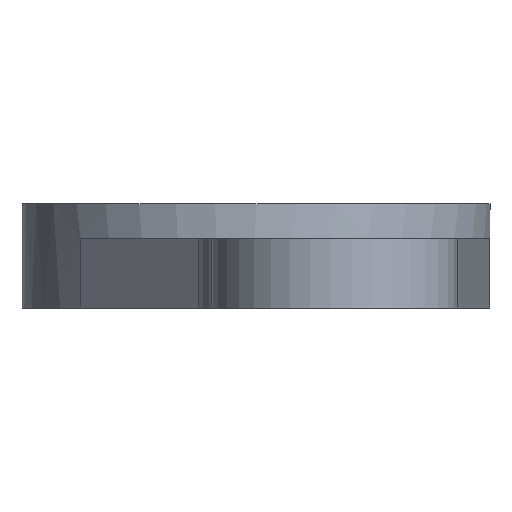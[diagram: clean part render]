
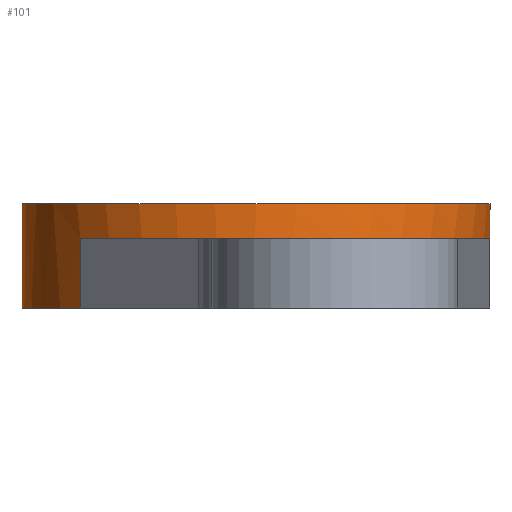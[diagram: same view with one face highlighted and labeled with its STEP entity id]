
A CAD part, left-side view. The second image highlights one B-rep face of the part: STEP entity #101.
In plain terms, the highlighted cylindrical face has radius 13.5 mm (diameter 27 mm), a partial arc.
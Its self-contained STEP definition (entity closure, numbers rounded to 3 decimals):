
#8 = DIRECTION ( 'NONE',  ( 0., 0., -1. ) ) ;
#13 = DIRECTION ( 'NONE',  ( 0., -1., 0. ) ) ;
#14 = DIRECTION ( 'NONE',  ( 0., -1., 0. ) ) ;
#28 = EDGE_CURVE ( 'NONE', #64, #39, #221, .T. ) ;
#39 = VERTEX_POINT ( 'NONE', #75 ) ;
#57 = CARTESIAN_POINT ( 'NONE',  ( -9.661, 23.607, 2. ) ) ;
#61 = LINE ( 'NONE', #269, #708 ) ;
#64 = VERTEX_POINT ( 'NONE', #139 ) ;
#70 = DIRECTION ( 'NONE',  ( 0., 0., 1. ) ) ;
#75 = CARTESIAN_POINT ( 'NONE',  ( -9.661, 23.607, 0. ) ) ;
#93 = DIRECTION ( 'NONE',  ( 0., -1., 0. ) ) ;
#101 = ADVANCED_FACE ( 'NONE', ( #270 ), #314, .T. ) ;
#111 = CARTESIAN_POINT ( 'NONE',  ( -0.734, -0.02, 6. ) ) ;
#129 = DIRECTION ( 'NONE',  ( 0., 0., 1. ) ) ;
#136 = ORIENTED_EDGE ( 'NONE', *, *, #303, .T. ) ;
#139 = CARTESIAN_POINT ( 'NONE',  ( -9.661, 23.607, 4. ) ) ;
#159 = EDGE_CURVE ( 'NONE', #39, #291, #281, .T. ) ;
#183 = VERTEX_POINT ( 'NONE', #701 ) ;
#186 = AXIS2_PLACEMENT_3D ( 'NONE', #630, #70, #191 ) ;
#191 = DIRECTION ( 'NONE',  ( 0., -1., 0. ) ) ;
#202 = EDGE_CURVE ( 'NONE', #224, #573, #61, .T. ) ;
#204 = ORIENTED_EDGE ( 'NONE', *, *, #536, .F. ) ;
#207 = DIRECTION ( 'NONE',  ( 0., 0., 1. ) ) ;
#209 = CARTESIAN_POINT ( 'NONE',  ( -1.468, 0., 2. ) ) ;
#211 = CIRCLE ( 'NONE', #561, 13.5 ) ;
#221 = LINE ( 'NONE', #57, #251 ) ;
#224 = VERTEX_POINT ( 'NONE', #460 ) ;
#227 = DIRECTION ( 'NONE',  ( 0., 0., -1. ) ) ;
#229 = CIRCLE ( 'NONE', #672, 13.5 ) ;
#235 = AXIS2_PLACEMENT_3D ( 'NONE', #256, #378, #14 ) ;
#236 = CARTESIAN_POINT ( 'NONE',  ( -1.468, 0., 4. ) ) ;
#251 = VECTOR ( 'NONE', #8, 1000. ) ;
#256 = CARTESIAN_POINT ( 'NONE',  ( -0.734, 13.48, 0. ) ) ;
#260 = VECTOR ( 'NONE', #207, 1000. ) ;
#261 = ORIENTED_EDGE ( 'NONE', *, *, #732, .F. ) ;
#269 = CARTESIAN_POINT ( 'NONE',  ( -0.734, -0.02, 0. ) ) ;
#270 = FACE_OUTER_BOUND ( 'NONE', #589, .T. ) ;
#277 = CARTESIAN_POINT ( 'NONE',  ( -0.734, 26.98, 0. ) ) ;
#281 = CIRCLE ( 'NONE', #235, 13.5 ) ;
#282 = EDGE_CURVE ( 'NONE', #542, #499, #669, .T. ) ;
#284 = ORIENTED_EDGE ( 'NONE', *, *, #28, .F. ) ;
#291 = VERTEX_POINT ( 'NONE', #277 ) ;
#303 = EDGE_CURVE ( 'NONE', #542, #224, #683, .T. ) ;
#314 = CYLINDRICAL_SURFACE ( 'NONE', #186, 13.5 ) ;
#331 = DIRECTION ( 'NONE',  ( 0., 0., 1. ) ) ;
#348 = ORIENTED_EDGE ( 'NONE', *, *, #282, .F. ) ;
#378 = DIRECTION ( 'NONE',  ( 0., 0., -1. ) ) ;
#430 = ORIENTED_EDGE ( 'NONE', *, *, #159, .F. ) ;
#436 = ORIENTED_EDGE ( 'NONE', *, *, #202, .T. ) ;
#448 = CARTESIAN_POINT ( 'NONE',  ( -0.734, 26.98, 0. ) ) ;
#460 = CARTESIAN_POINT ( 'NONE',  ( -0.734, -0.02, 0. ) ) ;
#498 = ORIENTED_EDGE ( 'NONE', *, *, #651, .T. ) ;
#499 = VERTEX_POINT ( 'NONE', #236 ) ;
#516 = DIRECTION ( 'NONE',  ( 0., 0., 1. ) ) ;
#522 = CARTESIAN_POINT ( 'NONE',  ( -0.734, 13.48, 0. ) ) ;
#536 = EDGE_CURVE ( 'NONE', #499, #64, #229, .T. ) ;
#542 = VERTEX_POINT ( 'NONE', #739 ) ;
#561 = AXIS2_PLACEMENT_3D ( 'NONE', #696, #624, #13 ) ;
#569 = VECTOR ( 'NONE', #129, 1000. ) ;
#573 = VERTEX_POINT ( 'NONE', #111 ) ;
#589 = EDGE_LOOP ( 'NONE', ( #261, #430, #284, #204, #348, #136, #436, #498 ) ) ;
#624 = DIRECTION ( 'NONE',  ( 0., 0., -1. ) ) ;
#630 = CARTESIAN_POINT ( 'NONE',  ( -0.734, 13.48, 0. ) ) ;
#643 = AXIS2_PLACEMENT_3D ( 'NONE', #522, #516, #93 ) ;
#651 = EDGE_CURVE ( 'NONE', #573, #183, #211, .T. ) ;
#663 = CARTESIAN_POINT ( 'NONE',  ( -0.734, 13.48, 4. ) ) ;
#669 = LINE ( 'NONE', #209, #260 ) ;
#672 = AXIS2_PLACEMENT_3D ( 'NONE', #663, #227, #724 ) ;
#683 = CIRCLE ( 'NONE', #643, 13.5 ) ;
#696 = CARTESIAN_POINT ( 'NONE',  ( -0.734, 13.48, 6. ) ) ;
#701 = CARTESIAN_POINT ( 'NONE',  ( -0.734, 26.98, 6. ) ) ;
#708 = VECTOR ( 'NONE', #331, 1000. ) ;
#715 = LINE ( 'NONE', #448, #569 ) ;
#724 = DIRECTION ( 'NONE',  ( 1., 0., 0. ) ) ;
#732 = EDGE_CURVE ( 'NONE', #291, #183, #715, .T. ) ;
#739 = CARTESIAN_POINT ( 'NONE',  ( -1.468, 0., 0. ) ) ;
